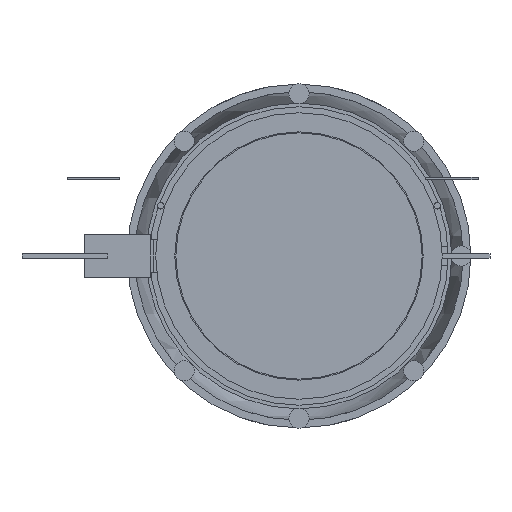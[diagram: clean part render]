
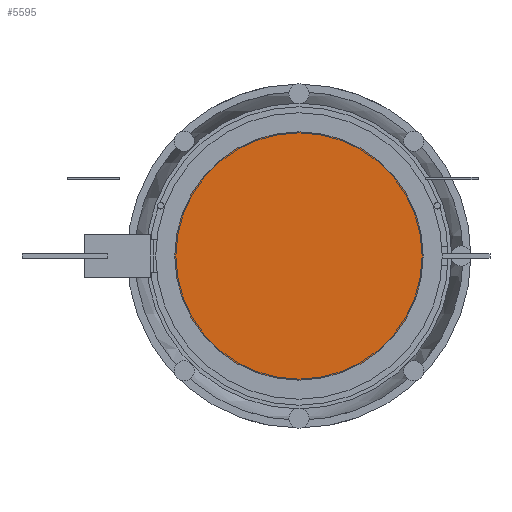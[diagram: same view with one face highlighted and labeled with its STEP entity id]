
A CAD part, left-side view. The second image highlights one B-rep face of the part: STEP entity #5595.
In plain terms, the highlighted planar face has unit normal (-1, 0, 0).
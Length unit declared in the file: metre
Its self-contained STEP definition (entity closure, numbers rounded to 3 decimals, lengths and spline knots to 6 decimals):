
#5517 = CYLINDRICAL_SURFACE('',#5518,2600.);
#5518 = AXIS2_PLACEMENT_3D('',#5519,#5520,#5521);
#5519 = CARTESIAN_POINT('',(-4900.,0.,0.));
#5520 = DIRECTION('',(1.,0.,0.));
#5521 = DIRECTION('',(0.,0.,-1.));
#5542 = VERTEX_POINT('',#5543);
#5543 = CARTESIAN_POINT('',(-4900.,0.,-2600.));
#5564 = EDGE_CURVE('',#5542,#5542,#5565,.T.);
#5565 = SURFACE_CURVE('',#5566,(#5571,#5578),.PCURVE_S1.);
#5566 = CIRCLE('',#5567,2600.);
#5567 = AXIS2_PLACEMENT_3D('',#5568,#5569,#5570);
#5568 = CARTESIAN_POINT('',(-4900.,0.,0.));
#5569 = DIRECTION('',(1.,-0.,0.));
#5570 = DIRECTION('',(0.,0.,-1.));
#5571 = PCURVE('',#5517,#5572);
#5572 = DEFINITIONAL_REPRESENTATION('',(#5573),#5577);
#5573 = LINE('',#5574,#5575);
#5574 = CARTESIAN_POINT('',(0.,0.));
#5575 = VECTOR('',#5576,1.);
#5576 = DIRECTION('',(1.,0.));
#5577 = ( GEOMETRIC_REPRESENTATION_CONTEXT(2) 
PARAMETRIC_REPRESENTATION_CONTEXT() REPRESENTATION_CONTEXT('2D SPACE',''
  ) );
#5578 = PCURVE('',#5579,#5584);
#5579 = PLANE('',#5580);
#5580 = AXIS2_PLACEMENT_3D('',#5581,#5582,#5583);
#5581 = CARTESIAN_POINT('',(-4900.,0.,0.));
#5582 = DIRECTION('',(1.,0.,0.));
#5583 = DIRECTION('',(0.,0.,-1.));
#5584 = DEFINITIONAL_REPRESENTATION('',(#5585),#5589);
#5585 = CIRCLE('',#5586,2600.);
#5586 = AXIS2_PLACEMENT_2D('',#5587,#5588);
#5587 = CARTESIAN_POINT('',(0.,0.));
#5588 = DIRECTION('',(1.,0.));
#5589 = ( GEOMETRIC_REPRESENTATION_CONTEXT(2) 
PARAMETRIC_REPRESENTATION_CONTEXT() REPRESENTATION_CONTEXT('2D SPACE',''
  ) );
#5595 = ADVANCED_FACE('',(#5596),#5579,.F.);
#5596 = FACE_BOUND('',#5597,.T.);
#5597 = EDGE_LOOP('',(#5598));
#5598 = ORIENTED_EDGE('',*,*,#5564,.F.);
